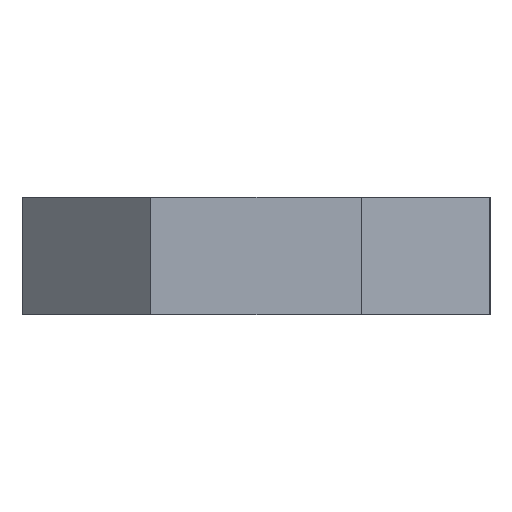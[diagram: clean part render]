
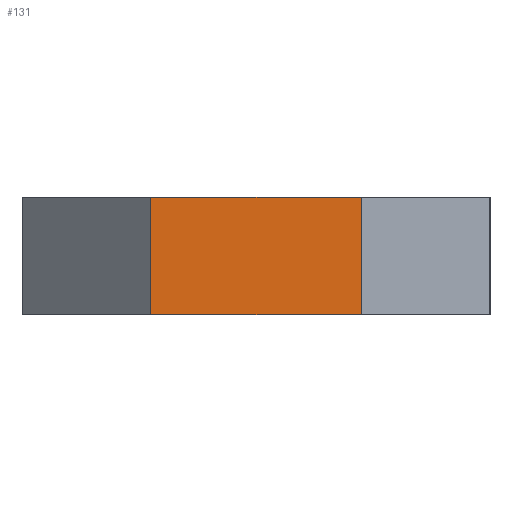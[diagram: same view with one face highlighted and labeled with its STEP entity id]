
A CAD part, left-side view. The second image highlights one B-rep face of the part: STEP entity #131.
In plain terms, the highlighted planar face has unit normal (-1, 0, 0).
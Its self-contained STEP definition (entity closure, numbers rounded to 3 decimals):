
#1 = VERTEX_POINT ( 'NONE', #507 ) ;
#65 = EDGE_CURVE ( 'NONE', #1, #474, #661, .T. ) ;
#102 = DIRECTION ( 'NONE',  ( 0., -1., 0. ) ) ;
#112 = ORIENTED_EDGE ( 'NONE', *, *, #65, .T. ) ;
#131 = ADVANCED_FACE ( 'NONE', ( #833 ), #138, .F. ) ;
#138 = PLANE ( 'NONE',  #832 ) ;
#157 = DIRECTION ( 'NONE',  ( 1., 0., 0. ) ) ;
#169 = VECTOR ( 'NONE', #1142, 1000. ) ;
#194 = DIRECTION ( 'NONE',  ( 0., 1., 0. ) ) ;
#229 = VERTEX_POINT ( 'NONE', #595 ) ;
#246 = CARTESIAN_POINT ( 'NONE',  ( -28., 1.8, 2. ) ) ;
#290 = VERTEX_POINT ( 'NONE', #246 ) ;
#337 = VECTOR ( 'NONE', #644, 1000. ) ;
#348 = LINE ( 'NONE', #1220, #1023 ) ;
#396 = VECTOR ( 'NONE', #593, 1000. ) ;
#406 = LINE ( 'NONE', #1048, #169 ) ;
#436 = EDGE_LOOP ( 'NONE', ( #112, #1096, #447, #978 ) ) ;
#447 = ORIENTED_EDGE ( 'NONE', *, *, #852, .F. ) ;
#474 = VERTEX_POINT ( 'NONE', #1078 ) ;
#507 = CARTESIAN_POINT ( 'NONE',  ( -28., 1.8, 0. ) ) ;
#585 = EDGE_CURVE ( 'NONE', #290, #1, #1077, .T. ) ;
#586 = CARTESIAN_POINT ( 'NONE',  ( -28., 1.8, 0. ) ) ;
#593 = DIRECTION ( 'NONE',  ( 0., -1., 0. ) ) ;
#595 = CARTESIAN_POINT ( 'NONE',  ( -28., -1.8, 2. ) ) ;
#644 = DIRECTION ( 'NONE',  ( 0., 0., -1. ) ) ;
#661 = LINE ( 'NONE', #586, #396 ) ;
#832 = AXIS2_PLACEMENT_3D ( 'NONE', #1210, #157, #194 ) ;
#833 = FACE_OUTER_BOUND ( 'NONE', #436, .T. ) ;
#852 = EDGE_CURVE ( 'NONE', #290, #229, #348, .T. ) ;
#953 = EDGE_CURVE ( 'NONE', #229, #474, #406, .T. ) ;
#978 = ORIENTED_EDGE ( 'NONE', *, *, #585, .T. ) ;
#1023 = VECTOR ( 'NONE', #102, 1000. ) ;
#1048 = CARTESIAN_POINT ( 'NONE',  ( -28., -1.8, 2. ) ) ;
#1077 = LINE ( 'NONE', #1097, #337 ) ;
#1078 = CARTESIAN_POINT ( 'NONE',  ( -28., -1.8, 0. ) ) ;
#1096 = ORIENTED_EDGE ( 'NONE', *, *, #953, .F. ) ;
#1097 = CARTESIAN_POINT ( 'NONE',  ( -28., 1.8, 2. ) ) ;
#1142 = DIRECTION ( 'NONE',  ( 0., 0., -1. ) ) ;
#1210 = CARTESIAN_POINT ( 'NONE',  ( -28., 1.8, 2. ) ) ;
#1220 = CARTESIAN_POINT ( 'NONE',  ( -28., 1.8, 2. ) ) ;
